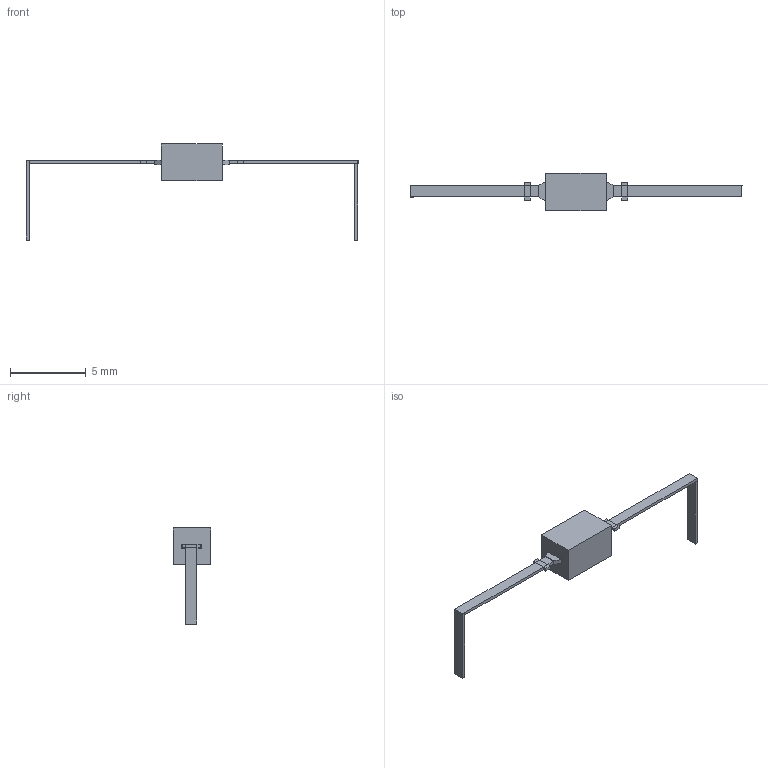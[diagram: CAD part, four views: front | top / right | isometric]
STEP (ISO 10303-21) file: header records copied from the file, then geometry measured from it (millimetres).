
FILE_DESCRIPTION(('FreeCAD Model'),'2;1');
FILE_NAME('A46.step','2020-04-27T12:48:37',('Author'),(''), 'Open CASCADE STEP processor 7.3','FreeCAD','Unknown');
FILE_SCHEMA(('AUTOMOTIVE_DESIGN { 1 0 10303 214 1 1 1 1 }'));
Length unit declared in the file: millimetre
Products named in the file (3): right; center; left
Bounding box: 21.91 x 2.5 x 6.34 mm (x, y, z)
Volume: 28.8 mm3; surface area: 107.1 mm2
Topology: 3 solids, 3 shells, 73 faces, 163 edges, 98 vertices
Faces by surface type: plane 73
Entity records: 4545 total; most frequent: CARTESIAN_POINT 717, DIRECTION 581, LINE 433, VECTOR 433, ORIENTED_EDGE 326, PCURVE 326, DEFINITIONAL_REPRESENTATION 326, EDGE_CURVE 163
